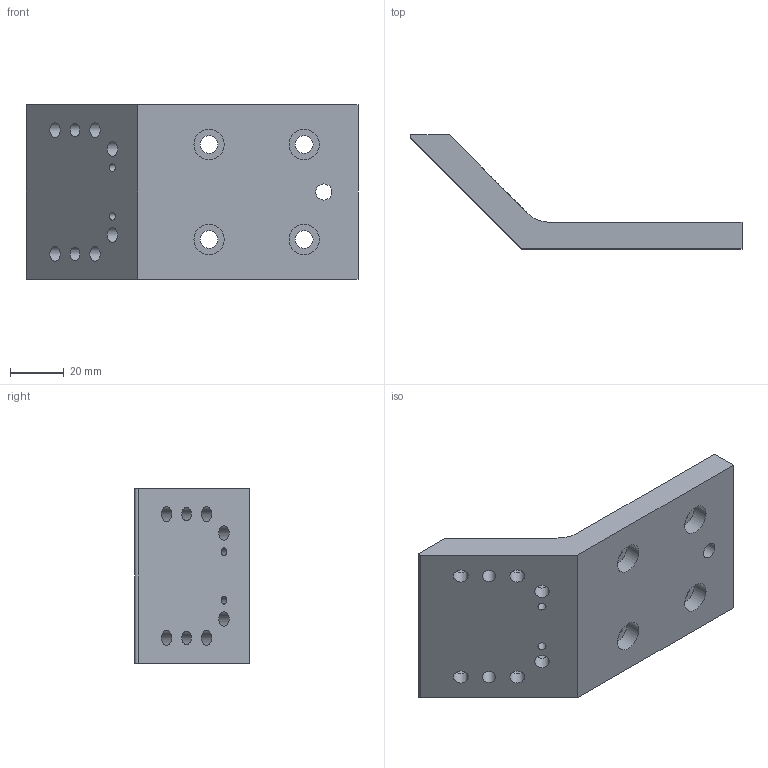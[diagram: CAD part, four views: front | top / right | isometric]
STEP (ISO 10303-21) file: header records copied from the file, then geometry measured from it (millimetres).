
FILE_DESCRIPTION(/* description */ ('ESR 350-ESR 1000'),/* implementation_level */ '2;1');
FILE_NAME(/* name */ '60058863.stp',/* time_stamp */ '2022-11-28T09:55:53+01:00',/* author */ ('DSteinicke'),/* organization */ (''),/* preprocessor_version */ 'ST-DEVELOPER v18.1',/* originating_system */ 'Autodesk Inventor 2021',/* authorisation */ '');
FILE_SCHEMA (('AUTOMOTIVE_DESIGN { 1 0 10303 214 3 1 1 }'));
Length unit declared in the file: millimetre
Products named in the file (1): 60058863
Bounding box: 123.47 x 42.5 x 65 mm (x, y, z)
Volume: 82615.8 mm3; surface area: 24199.8 mm2
Topology: 1 solids, 1 shells, 45 faces, 99 edges, 66 vertices
Faces by surface type: cylinder 27, plane 18
Full cylindrical faces by diameter (mm): 3 x2, 5 x2, 5.5 x6, 6 x1, 6.6 x4, 9.75 x6, 11.25 x4
Entity records: 1368 total; most frequent: DIRECTION 245, CARTESIAN_POINT 211, ORIENTED_EDGE 198, AXIS2_PLACEMENT_3D 100, EDGE_CURVE 99, EDGE_LOOP 85, VERTEX_POINT 66, CIRCLE 54
